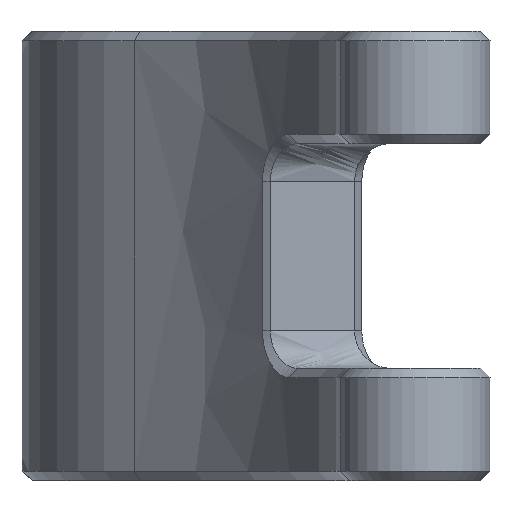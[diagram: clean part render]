
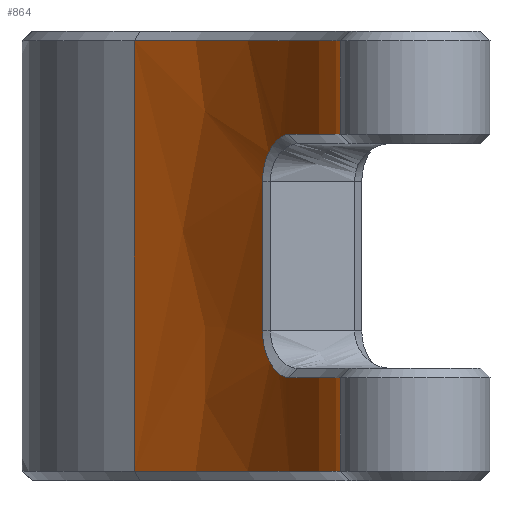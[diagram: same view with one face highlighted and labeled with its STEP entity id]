
A CAD part, front view. The second image highlights one B-rep face of the part: STEP entity #864.
In plain terms, the highlighted free-form (B-spline) face has degree [5, 1] with [6, 2] control points.
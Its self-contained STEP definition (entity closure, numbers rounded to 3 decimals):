
#22 = VERTEX_POINT('',#23);
#23 = CARTESIAN_POINT('',(-4.,0.,-11.5));
#31 = EDGE_CURVE('',#32,#22,#34,.T.);
#32 = VERTEX_POINT('',#33);
#33 = CARTESIAN_POINT('',(-4.,0.,-6.5)
  );
#34 = LINE('',#35,#36);
#35 = CARTESIAN_POINT('',(-4.,0.,-6.5
    ));
#36 = VECTOR('',#37,1.);
#37 = DIRECTION('',(0.,0.,-1.));
#796 = VERTEX_POINT('',#797);
#797 = CARTESIAN_POINT('',(-6.752,12.42,
    -6.5));
#803 = EDGE_CURVE('',#804,#796,#806,.T.);
#804 = VERTEX_POINT('',#805);
#805 = CARTESIAN_POINT('',(-8.156,14.873,-4.
    ));
#806 = B_SPLINE_CURVE_WITH_KNOTS('',3,(#807,#808,#809,#810,#811,#812,
    #813,#814,#815,#816),.UNSPECIFIED.,.F.,.F.,(4,1,1,1,1,1,1,4),(0.,
    0.143,0.286,0.429,0.571,
    0.714,0.857,1.),.UNSPECIFIED.);
#807 = CARTESIAN_POINT('',(-8.156,14.873,-4.
    ));
#808 = CARTESIAN_POINT('',(-8.156,14.873,
    -4.167));
#809 = CARTESIAN_POINT('',(-8.135,14.841,
    -4.498));
#810 = CARTESIAN_POINT('',(-8.037,14.689,
    -5.));
#811 = CARTESIAN_POINT('',(-7.872,14.426,
    -5.475));
#812 = CARTESIAN_POINT('',(-7.642,14.047,
    -5.901));
#813 = CARTESIAN_POINT('',(-7.361,13.566,
    -6.238));
#814 = CARTESIAN_POINT('',(-7.054,13.009,
    -6.452));
#815 = CARTESIAN_POINT('',(-6.851,12.617,
    -6.5));
#816 = CARTESIAN_POINT('',(-6.752,12.42,
    -6.5));
#842 = EDGE_CURVE('',#796,#32,#843,.T.);
#843 = CIRCLE('',#844,26.);
#844 = AXIS2_PLACEMENT_3D('',#845,#846,#847);
#845 = CARTESIAN_POINT('',(-29.989,0.755,-6.5));
#846 = DIRECTION('',(0.,0.,-1.));
#847 = DIRECTION('',(0.894,0.449,0.));
#864 = ADVANCED_FACE('',(#865),#934,.F.);
#865 = FACE_BOUND('',#866,.F.);
#866 = EDGE_LOOP('',(#867,#876,#884,#893,#901,#910,#925,#931,#932,#933)
  );
#867 = ORIENTED_EDGE('',*,*,#868,.F.);
#868 = EDGE_CURVE('',#869,#22,#871,.T.);
#869 = VERTEX_POINT('',#870);
#870 = CARTESIAN_POINT('',(-15.,22.,-11.5));
#871 = CIRCLE('',#872,26.);
#872 = AXIS2_PLACEMENT_3D('',#873,#874,#875);
#873 = CARTESIAN_POINT('',(-29.989,0.755,-11.5));
#874 = DIRECTION('',(0.,0.,-1.));
#875 = DIRECTION('',(0.577,0.817,0.));
#876 = ORIENTED_EDGE('',*,*,#877,.T.);
#877 = EDGE_CURVE('',#869,#878,#880,.T.);
#878 = VERTEX_POINT('',#879);
#879 = CARTESIAN_POINT('',(-15.,22.,11.5));
#880 = LINE('',#881,#882);
#881 = CARTESIAN_POINT('',(-15.,22.,-11.5
    ));
#882 = VECTOR('',#883,1.);
#883 = DIRECTION('',(0.,0.,1.));
#884 = ORIENTED_EDGE('',*,*,#885,.F.);
#885 = EDGE_CURVE('',#886,#878,#888,.T.);
#886 = VERTEX_POINT('',#887);
#887 = CARTESIAN_POINT('',(-4.,0.,11.5)
  );
#888 = CIRCLE('',#889,26.);
#889 = AXIS2_PLACEMENT_3D('',#890,#891,#892);
#890 = CARTESIAN_POINT('',(-29.989,0.755,11.5));
#891 = DIRECTION('',(0.,0.,1.));
#892 = DIRECTION('',(1.,-0.029,0.));
#893 = ORIENTED_EDGE('',*,*,#894,.T.);
#894 = EDGE_CURVE('',#886,#895,#897,.T.);
#895 = VERTEX_POINT('',#896);
#896 = CARTESIAN_POINT('',(-4.,0.,6.5));
#897 = LINE('',#898,#899);
#898 = CARTESIAN_POINT('',(-4.,0.,11.5
    ));
#899 = VECTOR('',#900,1.);
#900 = DIRECTION('',(0.,0.,-1.));
#901 = ORIENTED_EDGE('',*,*,#902,.T.);
#902 = EDGE_CURVE('',#895,#903,#905,.T.);
#903 = VERTEX_POINT('',#904);
#904 = CARTESIAN_POINT('',(-6.752,12.42,6.5));
#905 = CIRCLE('',#906,26.);
#906 = AXIS2_PLACEMENT_3D('',#907,#908,#909);
#907 = CARTESIAN_POINT('',(-29.989,0.755,6.5));
#908 = DIRECTION('',(0.,0.,1.));
#909 = DIRECTION('',(1.,-0.029,0.));
#910 = ORIENTED_EDGE('',*,*,#911,.T.);
#911 = EDGE_CURVE('',#903,#912,#914,.T.);
#912 = VERTEX_POINT('',#913);
#913 = CARTESIAN_POINT('',(-8.156,14.873,4.)
  );
#914 = B_SPLINE_CURVE_WITH_KNOTS('',3,(#915,#916,#917,#918,#919,#920,
    #921,#922,#923,#924),.UNSPECIFIED.,.F.,.F.,(4,1,1,1,1,1,1,4),(0.,
    0.143,0.286,0.429,0.571,
    0.714,0.857,1.),.UNSPECIFIED.);
#915 = CARTESIAN_POINT('',(-6.752,12.42,6.5)
  );
#916 = CARTESIAN_POINT('',(-6.851,12.617,6.5)
  );
#917 = CARTESIAN_POINT('',(-7.054,13.007,6.452
    ));
#918 = CARTESIAN_POINT('',(-7.361,13.565,6.238
    ));
#919 = CARTESIAN_POINT('',(-7.642,14.047,5.901
    ));
#920 = CARTESIAN_POINT('',(-7.871,14.424,5.476
    ));
#921 = CARTESIAN_POINT('',(-8.037,14.689,5.001)
  );
#922 = CARTESIAN_POINT('',(-8.135,14.842,4.495)
  );
#923 = CARTESIAN_POINT('',(-8.156,14.873,4.167
    ));
#924 = CARTESIAN_POINT('',(-8.156,14.873,4.)
  );
#925 = ORIENTED_EDGE('',*,*,#926,.T.);
#926 = EDGE_CURVE('',#912,#804,#927,.T.);
#927 = LINE('',#928,#929);
#928 = CARTESIAN_POINT('',(-8.156,14.873,4.)
  );
#929 = VECTOR('',#930,1.);
#930 = DIRECTION('',(0.,0.,-1.));
#931 = ORIENTED_EDGE('',*,*,#803,.T.);
#932 = ORIENTED_EDGE('',*,*,#842,.T.);
#933 = ORIENTED_EDGE('',*,*,#31,.T.);
#934 = B_SPLINE_SURFACE_WITH_KNOTS('',5,1,(
    (#935,#936)
    ,(#937,#938)
    ,(#939,#940)
    ,(#941,#942)
    ,(#943,#944)
    ,(#945,#946
    )),.UNSPECIFIED.,.F.,.F.,.F.,(6,6),(2,2),(5.307,
    6.332),(-23.96,-0.04),
  .PIECEWISE_BEZIER_KNOTS.);
#935 = CARTESIAN_POINT('',(-15.422,22.291,11.96));
#936 = CARTESIAN_POINT('',(-15.422,22.291,-11.96));
#937 = CARTESIAN_POINT('',(-11.007,19.305,11.96));
#938 = CARTESIAN_POINT('',(-11.007,19.305,-11.96));
#939 = CARTESIAN_POINT('',(-7.358,15.189,11.96));
#940 = CARTESIAN_POINT('',(-7.358,15.189,-11.96));
#941 = CARTESIAN_POINT('',(-4.864,10.2,11.96));
#942 = CARTESIAN_POINT('',(-4.864,10.2,-11.96));
#943 = CARTESIAN_POINT('',(-3.76,4.811,11.96));
#944 = CARTESIAN_POINT('',(-3.76,4.811,-11.96));
#945 = CARTESIAN_POINT('',(-4.02,-0.512,11.96));
#946 = CARTESIAN_POINT('',(-4.02,-0.512,-11.96));
